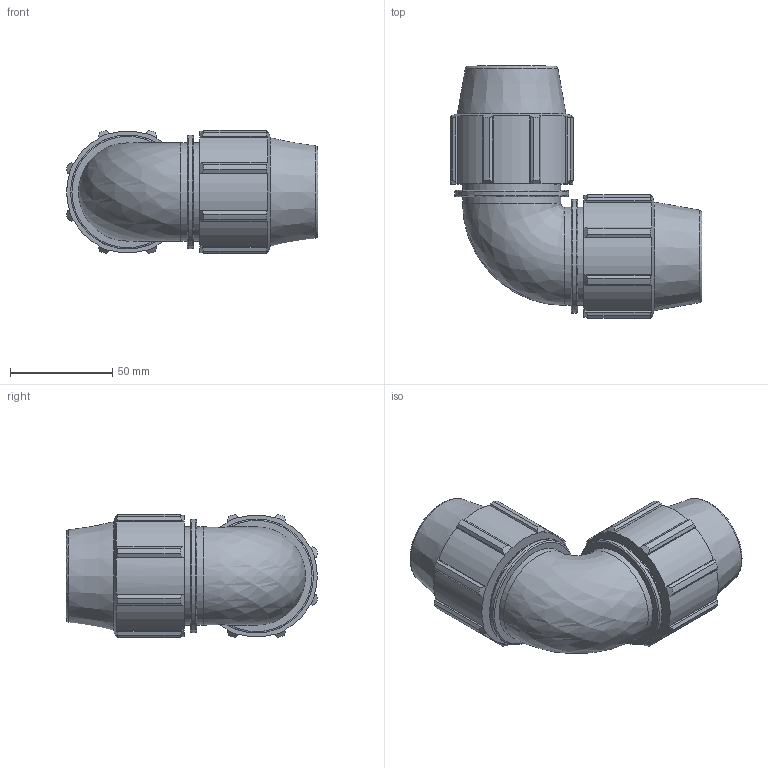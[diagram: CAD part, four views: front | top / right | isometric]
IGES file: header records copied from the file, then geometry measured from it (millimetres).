
Global section: file name: 070500032_180500032_0705060320A.ipt; native system: Autodesk Inventor 2015; preprocessor: unknown; author: KIM; date: 20170606.133228; units: millimetre
Bounding box: 123.11 x 123.11 x 60.22 mm (x, y, z)
Volume: 259533 mm3; surface area: 55363.1 mm2
Topology: 1 solids, 1 shells, 148 faces, 421 edges, 285 vertices
Faces by surface type: plane 76, cylinder 38, cone 20, revolution 14
Full cylindrical faces by diameter (mm): 48 x4, 55.68 x2
